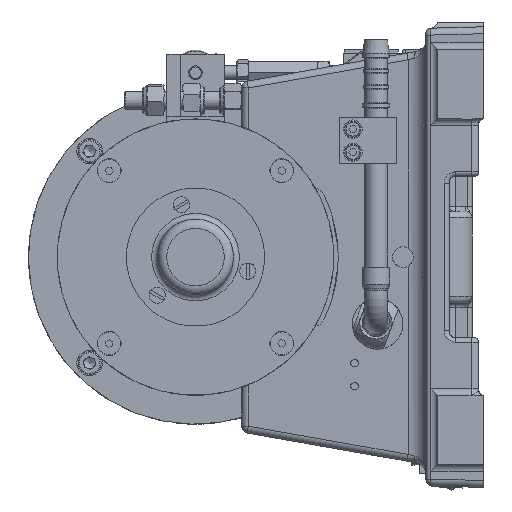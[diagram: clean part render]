
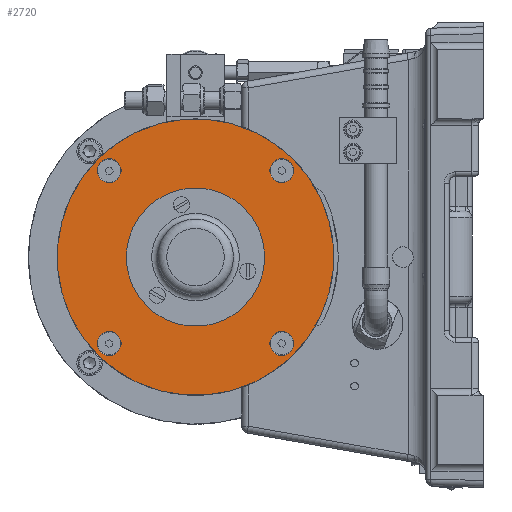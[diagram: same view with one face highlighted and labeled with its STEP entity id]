
A CAD part, left-side view. The second image highlights one B-rep face of the part: STEP entity #2720.
In plain terms, the highlighted planar face has unit normal (-1, 0, 0).
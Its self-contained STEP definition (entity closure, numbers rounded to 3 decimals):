
#151 = ORIENTED_EDGE ( 'NONE', *, *, #33692, .T. ) ;
#466 = CARTESIAN_POINT ( 'NONE',  ( -118., 103.356, -8.027 ) ) ;
#1096 = ORIENTED_EDGE ( 'NONE', *, *, #5372, .T. ) ;
#1881 = EDGE_LOOP ( 'NONE', ( #33592 ) ) ;
#2232 = CIRCLE ( 'NONE', #56382, 2.75 ) ;
#2458 = ORIENTED_EDGE ( 'NONE', *, *, #73967, .F. ) ;
#2720 = ADVANCED_FACE ( 'NONE', ( #81846, #45198, #27890, #77762, #60440, #43141, #25851, #8519, #75685 ), #78899, .T. ) ;
#4833 = EDGE_LOOP ( 'NONE', ( #5426 ) ) ;
#5372 = EDGE_CURVE ( 'NONE', #43695, #43695, #2232, .T. ) ;
#5426 = ORIENTED_EDGE ( 'NONE', *, *, #40730, .F. ) ;
#5485 = DIRECTION ( 'NONE',  ( 1., 0., 0. ) ) ;
#6047 = DIRECTION ( 'NONE',  ( 0., 0.707, 0.707 ) ) ;
#7485 = DIRECTION ( 'NONE',  ( -1., 0., 0. ) ) ;
#8201 = DIRECTION ( 'NONE',  ( -1., 0., 0. ) ) ;
#8519 = FACE_OUTER_BOUND ( 'NONE', #34551, .T. ) ;
#9910 = CARTESIAN_POINT ( 'NONE',  ( -118., 142.672, -18.562 ) ) ;
#10390 = CIRCLE ( 'NONE', #21061, 2.75 ) ;
#11433 = EDGE_LOOP ( 'NONE', ( #151 ) ) ;
#12302 = VERTEX_POINT ( 'NONE', #24967 ) ;
#14761 = ORIENTED_EDGE ( 'NONE', *, *, #81352, .T. ) ;
#18357 = CIRCLE ( 'NONE', #59021, 60. ) ;
#21061 = AXIS2_PLACEMENT_3D ( 'NONE', #44430, #5485, #50967 ) ;
#21466 = CARTESIAN_POINT ( 'NONE',  ( -118., 169.154, 41.154 ) ) ;
#22289 = VERTEX_POINT ( 'NONE', #21466 ) ;
#22528 = CARTESIAN_POINT ( 'NONE',  ( -118., 90.523, 37.477 ) ) ;
#23536 = CARTESIAN_POINT ( 'NONE',  ( -118., 94.2, -33.8 ) ) ;
#24967 = CARTESIAN_POINT ( 'NONE',  ( -118., 169.154, -33.8 ) ) ;
#25851 = FACE_BOUND ( 'NONE', #25909, .T. ) ;
#25909 = EDGE_LOOP ( 'NONE', ( #26009 ) ) ;
#26009 = ORIENTED_EDGE ( 'NONE', *, *, #50087, .F. ) ;
#26846 = DIRECTION ( 'NONE',  ( 1., 0., 0. ) ) ;
#27890 = FACE_BOUND ( 'NONE', #11433, .T. ) ;
#28337 = CARTESIAN_POINT ( 'NONE',  ( -118., 90.523, -37.477 ) ) ;
#29117 = DIRECTION ( 'NONE',  ( 0., 0.707, 0.707 ) ) ;
#29970 = DIRECTION ( 'NONE',  ( -1., 0., 0. ) ) ;
#30410 = CARTESIAN_POINT ( 'NONE',  ( -118., 170.426, 42.426 ) ) ;
#30547 = EDGE_LOOP ( 'NONE', ( #34520 ) ) ;
#32714 = CARTESIAN_POINT ( 'NONE',  ( -118., 165.477, 37.477 ) ) ;
#32742 = VERTEX_POINT ( 'NONE', #30410 ) ;
#33431 = CARTESIAN_POINT ( 'NONE',  ( -118., 128., 0. ) ) ;
#33592 = ORIENTED_EDGE ( 'NONE', *, *, #38316, .F. ) ;
#33692 = EDGE_CURVE ( 'NONE', #51026, #51026, #35756, .T. ) ;
#33911 = AXIS2_PLACEMENT_3D ( 'NONE', #28337, #73803, #34913 ) ;
#34520 = ORIENTED_EDGE ( 'NONE', *, *, #58797, .F. ) ;
#34551 = EDGE_LOOP ( 'NONE', ( #55659 ) ) ;
#34913 = DIRECTION ( 'NONE',  ( 0., 0.707, 0.707 ) ) ;
#35723 = CARTESIAN_POINT ( 'NONE',  ( -118., 132.138, 20.755 ) ) ;
#35756 = CIRCLE ( 'NONE', #52801, 2.75 ) ;
#36213 = CARTESIAN_POINT ( 'NONE',  ( -118., 105.301, -6.082 ) ) ;
#37250 = AXIS2_PLACEMENT_3D ( 'NONE', #68884, #29970, #75422 ) ;
#38316 = EDGE_CURVE ( 'NONE', #38811, #38811, #53236, .T. ) ;
#38811 = VERTEX_POINT ( 'NONE', #23536 ) ;
#39201 = DIRECTION ( 'NONE',  ( 0., 0.707, 0.707 ) ) ;
#40730 = EDGE_CURVE ( 'NONE', #49945, #49945, #47886, .T. ) ;
#40961 = EDGE_CURVE ( 'NONE', #32742, #32742, #18357, .T. ) ;
#42704 = DIRECTION ( 'NONE',  ( 0., -0.707, -0.707 ) ) ;
#43053 = EDGE_LOOP ( 'NONE', ( #1096 ) ) ;
#43141 = FACE_BOUND ( 'NONE', #1881, .T. ) ;
#43695 = VERTEX_POINT ( 'NONE', #466 ) ;
#44430 = CARTESIAN_POINT ( 'NONE',  ( -118., 134.082, 22.699 ) ) ;
#44977 = DIRECTION ( 'NONE',  ( -1., 0., 0. ) ) ;
#45198 = FACE_BOUND ( 'NONE', #43053, .T. ) ;
#45431 = CARTESIAN_POINT ( 'NONE',  ( -118., 94.2, 41.154 ) ) ;
#47175 = CARTESIAN_POINT ( 'NONE',  ( -118., 165.477, -37.477 ) ) ;
#47886 = CIRCLE ( 'NONE', #37250, 13.5 ) ;
#48127 = EDGE_LOOP ( 'NONE', ( #14761 ) ) ;
#49945 = VERTEX_POINT ( 'NONE', #69306 ) ;
#50087 = EDGE_CURVE ( 'NONE', #12302, #12302, #57363, .T. ) ;
#50967 = DIRECTION ( 'NONE',  ( 0., -0.707, -0.707 ) ) ;
#51026 = VERTEX_POINT ( 'NONE', #9910 ) ;
#52801 = AXIS2_PLACEMENT_3D ( 'NONE', #65807, #26846, #72327 ) ;
#52967 = DIRECTION ( 'NONE',  ( 0., 0.707, 0.707 ) ) ;
#53195 = CIRCLE ( 'NONE', #78065, 5.2 ) ;
#53236 = CIRCLE ( 'NONE', #33911, 5.2 ) ;
#53700 = DIRECTION ( 'NONE',  ( 0., 0.707, 0.707 ) ) ;
#55659 = ORIENTED_EDGE ( 'NONE', *, *, #40961, .T. ) ;
#56382 = AXIS2_PLACEMENT_3D ( 'NONE', #36213, #81706, #42704 ) ;
#57363 = CIRCLE ( 'NONE', #65399, 5.2 ) ;
#58797 = EDGE_CURVE ( 'NONE', #78390, #78390, #61088, .T. ) ;
#59021 = AXIS2_PLACEMENT_3D ( 'NONE', #83976, #44977, #6047 ) ;
#60440 = FACE_BOUND ( 'NONE', #30547, .T. ) ;
#60757 = AXIS2_PLACEMENT_3D ( 'NONE', #22528, #68055, #29117 ) ;
#61088 = CIRCLE ( 'NONE', #60757, 5.2 ) ;
#65399 = AXIS2_PLACEMENT_3D ( 'NONE', #47175, #8201, #53700 ) ;
#65807 = CARTESIAN_POINT ( 'NONE',  ( -118., 144.617, -16.617 ) ) ;
#67012 = VERTEX_POINT ( 'NONE', #35723 ) ;
#68055 = DIRECTION ( 'NONE',  ( -1., 0., 0. ) ) ;
#68884 = CARTESIAN_POINT ( 'NONE',  ( -118., 128., 0. ) ) ;
#69306 = CARTESIAN_POINT ( 'NONE',  ( -118., 137.546, 9.546 ) ) ;
#70472 = AXIS2_PLACEMENT_3D ( 'NONE', #33431, #7485, #52967 ) ;
#72327 = DIRECTION ( 'NONE',  ( 0., -0.707, -0.707 ) ) ;
#73803 = DIRECTION ( 'NONE',  ( -1., 0., 0. ) ) ;
#73924 = EDGE_LOOP ( 'NONE', ( #2458 ) ) ;
#73967 = EDGE_CURVE ( 'NONE', #22289, #22289, #53195, .T. ) ;
#75422 = DIRECTION ( 'NONE',  ( 0., 0.707, 0.707 ) ) ;
#75685 = FACE_BOUND ( 'NONE', #4833, .T. ) ;
#77762 = FACE_BOUND ( 'NONE', #73924, .T. ) ;
#78065 = AXIS2_PLACEMENT_3D ( 'NONE', #32714, #78153, #39201 ) ;
#78153 = DIRECTION ( 'NONE',  ( -1., 0., 0. ) ) ;
#78390 = VERTEX_POINT ( 'NONE', #45431 ) ;
#78899 = PLANE ( 'NONE',  #70472 ) ;
#81352 = EDGE_CURVE ( 'NONE', #67012, #67012, #10390, .T. ) ;
#81706 = DIRECTION ( 'NONE',  ( 1., 0., 0. ) ) ;
#81846 = FACE_BOUND ( 'NONE', #48127, .T. ) ;
#83976 = CARTESIAN_POINT ( 'NONE',  ( -118., 128., 0. ) ) ;
